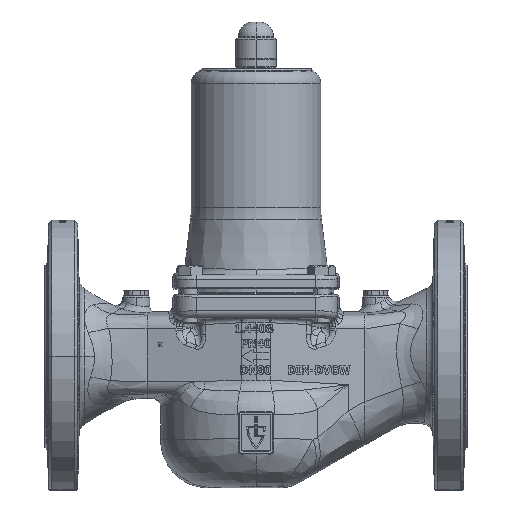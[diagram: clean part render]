
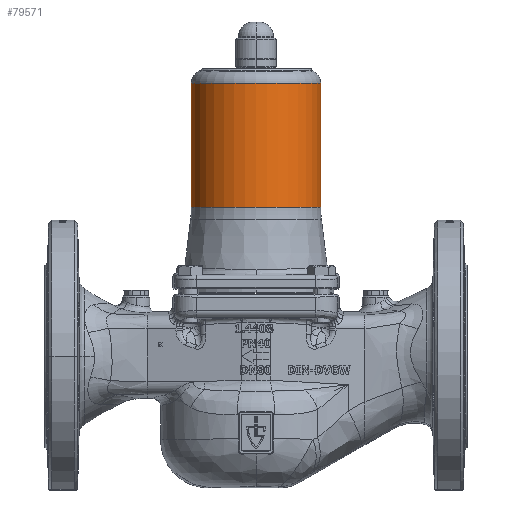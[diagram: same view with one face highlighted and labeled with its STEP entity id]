
A CAD part, top view. The second image highlights one B-rep face of the part: STEP entity #79571.
In plain terms, the highlighted cylindrical face has radius 47.5 mm (diameter 95 mm), a partial arc.
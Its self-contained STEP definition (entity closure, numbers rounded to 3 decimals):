
#79571 = ADVANCED_FACE ( 'NONE', ( #105293 ), #105346, .T. ) ;
#83242 = VERTEX_POINT ( 'NONE', #130039 ) ;
#83245 = VERTEX_POINT ( 'NONE', #130036 ) ;
#83252 = VERTEX_POINT ( 'NONE', #130038 ) ;
#83255 = VERTEX_POINT ( 'NONE', #130045 ) ;
#99057 = AXIS2_PLACEMENT_3D ( 'NONE', #105350, #105390, #105393 ) ;
#105293 = FACE_OUTER_BOUND ( 'NONE', #142998, .T. ) ;
#105346 = CYLINDRICAL_SURFACE ( 'NONE', #99057, 47.5 ) ;
#105350 = CARTESIAN_POINT ( 'NONE',  ( 0., 285.157, 0. ) ) ;
#105390 = DIRECTION ( 'NONE',  ( 0., 1., 0. ) ) ;
#105393 = DIRECTION ( 'NONE',  ( -1., 0., 0. ) ) ;
#127786 = ORIENTED_EDGE ( 'NONE', *, *, #150075, .T. ) ;
#127787 = ORIENTED_EDGE ( 'NONE', *, *, #150078, .T. ) ;
#127788 = ORIENTED_EDGE ( 'NONE', *, *, #150057, .F. ) ;
#127789 = ORIENTED_EDGE ( 'NONE', *, *, #150081, .F. ) ;
#130036 = CARTESIAN_POINT ( 'NONE',  ( -47.5, 260.127, 0. ) ) ;
#130038 = CARTESIAN_POINT ( 'NONE',  ( -47.5, 169.022, 0. ) ) ;
#130039 = CARTESIAN_POINT ( 'NONE',  ( 47.5, 169.022, 0. ) ) ;
#130045 = CARTESIAN_POINT ( 'NONE',  ( 47.5, 260.127, 0. ) ) ;
#142998 = EDGE_LOOP ( 'NONE', ( #127786, #127787, #127788, #127789 ) ) ;
#150057 = EDGE_CURVE ( 'NONE', #83245, #83255, #198575, .T. ) ;
#150075 = EDGE_CURVE ( 'NONE', #83252, #83242, #198587, .T. ) ;
#150078 = EDGE_CURVE ( 'NONE', #83242, #83255, #214872, .T. ) ;
#150081 = EDGE_CURVE ( 'NONE', #83252, #83245, #214887, .T. ) ;
#198575 = CIRCLE ( 'NONE', #198582, 47.5 ) ;
#198581 = VECTOR ( 'NONE', #214885, 1000. ) ;
#198582 = AXIS2_PLACEMENT_3D ( 'NONE', #214825, #214828, #214831 ) ;
#198587 = CIRCLE ( 'NONE', #198590, 47.5 ) ;
#198590 = AXIS2_PLACEMENT_3D ( 'NONE', #214875, #214878, #214880 ) ;
#198591 = VECTOR ( 'NONE', #214895, 1000. ) ;
#214825 = CARTESIAN_POINT ( 'NONE',  ( 0., 260.127, 0. ) ) ;
#214828 = DIRECTION ( 'NONE',  ( 0., 1., 0. ) ) ;
#214831 = DIRECTION ( 'NONE',  ( -1., 0., 0. ) ) ;
#214857 = CARTESIAN_POINT ( 'NONE',  ( 47.5, 285.157, 0. ) ) ;
#214872 = LINE ( 'NONE', #214857, #198581 ) ;
#214875 = CARTESIAN_POINT ( 'NONE',  ( 0., 169.022, 0. ) ) ;
#214878 = DIRECTION ( 'NONE',  ( 0., 1., 0. ) ) ;
#214880 = DIRECTION ( 'NONE',  ( -1., 0., 0. ) ) ;
#214885 = DIRECTION ( 'NONE',  ( 0., 1., 0. ) ) ;
#214887 = LINE ( 'NONE', #214892, #198591 ) ;
#214892 = CARTESIAN_POINT ( 'NONE',  ( -47.5, 285.157, 0. ) ) ;
#214895 = DIRECTION ( 'NONE',  ( 0., 1., 0. ) ) ;
